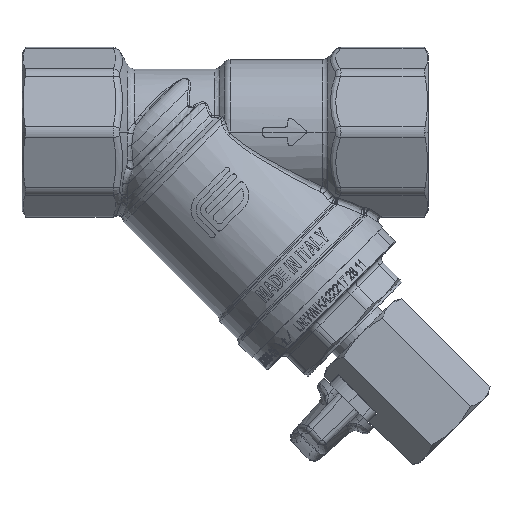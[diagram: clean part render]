
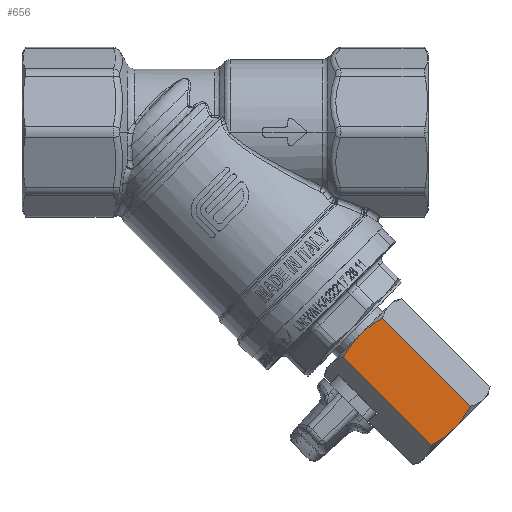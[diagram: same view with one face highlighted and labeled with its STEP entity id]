
A CAD part, top view. The second image highlights one B-rep face of the part: STEP entity #656.
In plain terms, the highlighted planar face has unit normal (0, 0, 1).
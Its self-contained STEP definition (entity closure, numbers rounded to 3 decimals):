
#119=DIRECTION('',(0.707,-0.707,0.));
#120=VECTOR('',#119,24.803);
#121=CARTESIAN_POINT('',(44.854,-37.097,9.5));
#122=LINE('',#121,#120);
#123=CARTESIAN_POINT('',(40.376,-40.376,9.5));
#124=CARTESIAN_POINT('',(40.695,-40.056,9.5));
#125=CARTESIAN_POINT('',(41.363,-39.442,9.5));
#126=CARTESIAN_POINT('',(42.452,-38.589,9.5));
#127=CARTESIAN_POINT('',(43.616,-37.809,9.5));
#128=CARTESIAN_POINT('',(44.435,-37.329,9.5));
#129=CARTESIAN_POINT('',(44.854,-37.097,9.5));
#144=DIRECTION('',(0.707,-0.707,0.));
#145=VECTOR('',#144,24.803);
#146=CARTESIAN_POINT('',(37.097,-44.854,9.5));
#147=LINE('',#146,#145);
#148=CARTESIAN_POINT('',(37.097,-44.854,9.5));
#149=CARTESIAN_POINT('',(37.329,-44.434,9.5));
#150=CARTESIAN_POINT('',(37.809,-43.614,9.5));
#151=CARTESIAN_POINT('',(38.594,-42.446,9.5));
#152=CARTESIAN_POINT('',(39.444,-41.361,9.5));
#153=CARTESIAN_POINT('',(40.057,-40.694,9.5));
#154=CARTESIAN_POINT('',(40.376,-40.376,9.5));
#307=CARTESIAN_POINT('',(62.393,-54.636,9.5));
#308=CARTESIAN_POINT('',(62.161,-55.055,9.5));
#309=CARTESIAN_POINT('',(61.682,-55.873,9.5));
#310=CARTESIAN_POINT('',(60.901,-57.037,9.5));
#311=CARTESIAN_POINT('',(60.048,-58.128,9.5));
#312=CARTESIAN_POINT('',(59.433,-58.795,9.5));
#313=CARTESIAN_POINT('',(59.114,-59.114,9.5));
#392=CARTESIAN_POINT('',(59.114,-59.114,9.5));
#393=CARTESIAN_POINT('',(58.797,-59.431,9.5));
#394=CARTESIAN_POINT('',(58.132,-60.043,9.5));
#395=CARTESIAN_POINT('',(57.044,-60.896,9.5));
#396=CARTESIAN_POINT('',(55.875,-61.681,9.5));
#397=CARTESIAN_POINT('',(55.055,-62.161,9.5));
#398=CARTESIAN_POINT('',(54.636,-62.393,9.5));
#400=CARTESIAN_POINT('',(54.636,-62.393,9.5));
#500=CARTESIAN_POINT('',(40.376,-40.376,9.5));
#501=VERTEX_POINT('',#500);
#535=VERTEX_POINT('',#400);
#536=VERTEX_POINT('',#392);
#537=VERTEX_POINT('',#307);
#556=CARTESIAN_POINT('',(37.097,-44.854,9.5));
#557=VERTEX_POINT('',#556);
#558=CARTESIAN_POINT('',(44.854,-37.097,9.5));
#559=VERTEX_POINT('',#558);
#639=CARTESIAN_POINT('',(62.992,-55.236,9.5));
#640=DIRECTION('',(0.,0.,-1.));
#641=DIRECTION('',(0.707,0.707,0.));
#642=AXIS2_PLACEMENT_3D('',#639,#640,#641);
#643=PLANE('',#642);
#645=ORIENTED_EDGE('',*,*,#644,.T.);
#646=ORIENTED_EDGE('',*,*,#631,.T.);
#647=ORIENTED_EDGE('',*,*,#621,.T.);
#649=ORIENTED_EDGE('',*,*,#648,.T.);
#651=ORIENTED_EDGE('',*,*,#650,.T.);
#653=ORIENTED_EDGE('',*,*,#652,.F.);
#654=EDGE_LOOP('',(#645,#646,#647,#649,#651,#653));
#655=FACE_OUTER_BOUND('',#654,.F.);
#656=ADVANCED_FACE('',(#655),#643,.F.);
#130=B_SPLINE_CURVE_WITH_KNOTS('',3,(#123,#124,#125,#126,#127,#128,#129),
.UNSPECIFIED.,.F.,.F.,(4,1,1,1,4),(0.,0.25,0.5,0.75,1.),
.UNSPECIFIED.);
#155=B_SPLINE_CURVE_WITH_KNOTS('',3,(#148,#149,#150,#151,#152,#153,#154),
.UNSPECIFIED.,.F.,.F.,(4,1,1,1,4),(0.,0.25,0.5,0.75,1.),
.UNSPECIFIED.);
#314=B_SPLINE_CURVE_WITH_KNOTS('',3,(#307,#308,#309,#310,#311,#312,#313),
.UNSPECIFIED.,.F.,.F.,(4,1,1,1,4),(0.,0.25,0.5,0.75,1.),
.UNSPECIFIED.);
#399=B_SPLINE_CURVE_WITH_KNOTS('',3,(#392,#393,#394,#395,#396,#397,#398),
.UNSPECIFIED.,.F.,.F.,(4,1,1,1,4),(0.,0.25,0.5,0.75,1.),
.UNSPECIFIED.);
#621=EDGE_CURVE('',#559,#537,#122,.T.);
#631=EDGE_CURVE('',#501,#559,#130,.T.);
#644=EDGE_CURVE('',#557,#501,#155,.T.);
#648=EDGE_CURVE('',#537,#536,#314,.T.);
#650=EDGE_CURVE('',#536,#535,#399,.T.);
#652=EDGE_CURVE('',#557,#535,#147,.T.);
